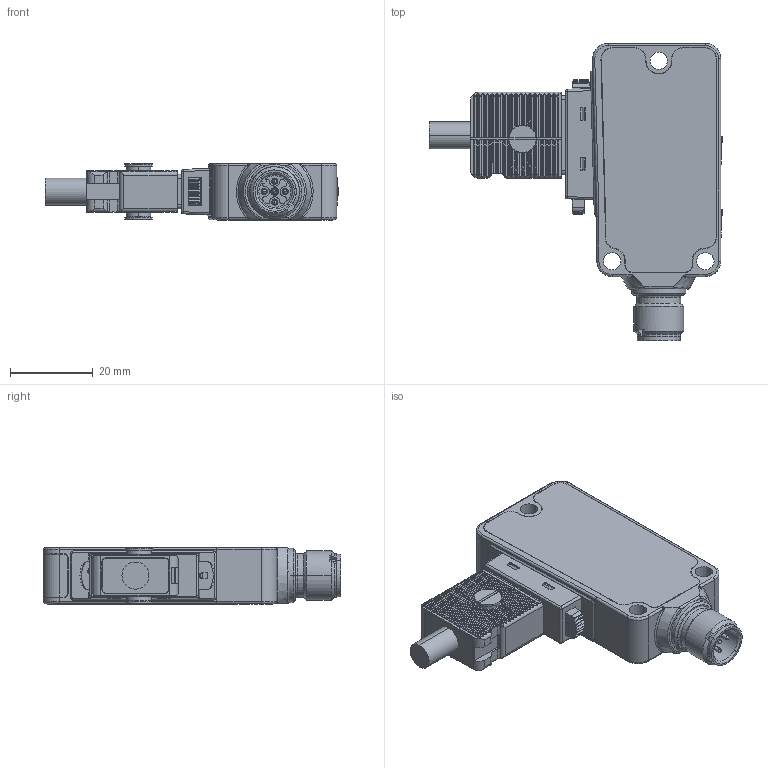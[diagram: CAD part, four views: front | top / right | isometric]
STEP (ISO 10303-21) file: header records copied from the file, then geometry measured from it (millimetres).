
FILE_DESCRIPTION((''),'2;1');
FILE_NAME('CAD','2007-07-20T',('mschubert'),(''),'PRO/ENGINEER BY PARAMETRIC TECHNOLOGY CORPORATION, 2006300','PRO/ENGINEER BY PARAMETRIC TECHNOLOGY CORPORATION, 2006300','');
FILE_SCHEMA(('CONFIG_CONTROL_DESIGN'));
Length unit declared in the file: millimetre
Products named in the file (1): CAD
Bounding box: 71.1 x 72 x 13.8 mm (x, y, z)
Volume: 31491.2 mm3; surface area: 10821.5 mm2
Topology: 1 solids, 9 shells, 1184 faces, 3169 edges, 2038 vertices
Faces by surface type: plane 595, cylinder 427, cone 72, bspline 40, torus 34, sphere 14, extrusion 2
Entity records: 50395 total; most frequent: CARTESIAN_POINT 12214, ORIENTED_EDGE 6328, DIRECTION 5487, PRESENTATION_STYLE_ASSIGNMENT 3171, STYLED_ITEM 3171, CURVE_STYLE 3170, EDGE_CURVE 3164, VERTEX_POINT 2028
